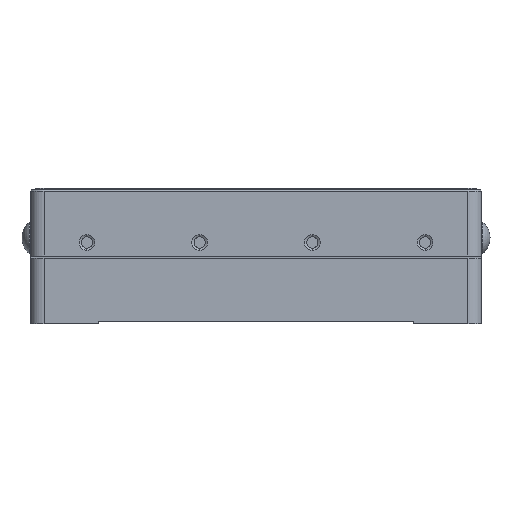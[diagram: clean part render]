
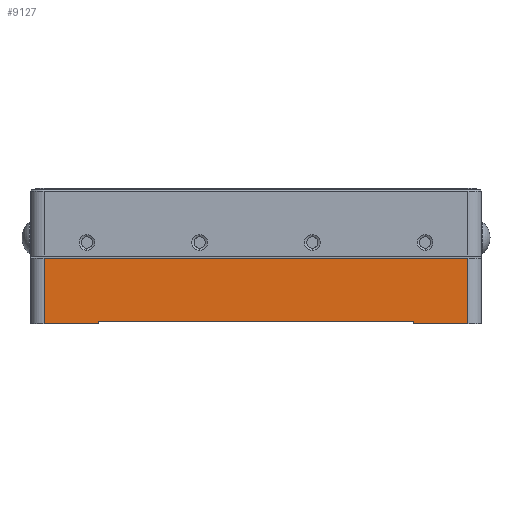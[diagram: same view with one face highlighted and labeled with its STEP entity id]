
A CAD part, front view. The second image highlights one B-rep face of the part: STEP entity #9127.
In plain terms, the highlighted planar face has unit normal (0, -1, 0).
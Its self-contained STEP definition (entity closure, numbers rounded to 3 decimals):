
#219 = CARTESIAN_POINT ( 'NONE',  ( 35., -50., -14.5 ) ) ;
#296 = VECTOR ( 'NONE', #464, 1000. ) ;
#373 = LINE ( 'NONE', #10684, #14113 ) ;
#464 = DIRECTION ( 'NONE',  ( 1., 0., 0. ) ) ;
#745 = ORIENTED_EDGE ( 'NONE', *, *, #16310, .T. ) ;
#811 = VERTEX_POINT ( 'NONE', #25395 ) ;
#1542 = CARTESIAN_POINT ( 'NONE',  ( -35., -50., -14.5 ) ) ;
#1613 = CARTESIAN_POINT ( 'NONE',  ( 47., -50., 0. ) ) ;
#2016 = ORIENTED_EDGE ( 'NONE', *, *, #4910, .T. ) ;
#2714 = ORIENTED_EDGE ( 'NONE', *, *, #27623, .T. ) ;
#3566 = VECTOR ( 'NONE', #26046, 1000. ) ;
#4910 = EDGE_CURVE ( 'NONE', #26881, #6423, #373, .T. ) ;
#6423 = VERTEX_POINT ( 'NONE', #14423 ) ;
#6879 = CARTESIAN_POINT ( 'NONE',  ( -50., -50., -14.5 ) ) ;
#6896 = CARTESIAN_POINT ( 'NONE',  ( -47., -50., 0. ) ) ;
#7089 = DIRECTION ( 'NONE',  ( 0., 0., 1. ) ) ;
#7358 = EDGE_CURVE ( 'NONE', #8446, #24374, #20540, .T. ) ;
#7406 = LINE ( 'NONE', #15801, #296 ) ;
#7472 = DIRECTION ( 'NONE',  ( 0., 0., -1. ) ) ;
#7529 = VECTOR ( 'NONE', #18716, 1000. ) ;
#8446 = VERTEX_POINT ( 'NONE', #15648 ) ;
#8850 = ORIENTED_EDGE ( 'NONE', *, *, #15321, .T. ) ;
#8867 = DIRECTION ( 'NONE',  ( -1., 0., 0. ) ) ;
#9127 = ADVANCED_FACE ( 'NONE', ( #20640 ), #16434, .T. ) ;
#9957 = LINE ( 'NONE', #6879, #3566 ) ;
#10069 = CARTESIAN_POINT ( 'NONE',  ( 47., -50., -14.5 ) ) ;
#10417 = CARTESIAN_POINT ( 'NONE',  ( -50., -50., 0. ) ) ;
#10684 = CARTESIAN_POINT ( 'NONE',  ( -50., -50., 0. ) ) ;
#11009 = VERTEX_POINT ( 'NONE', #219 ) ;
#11420 = CARTESIAN_POINT ( 'NONE',  ( 47., -50., 0. ) ) ;
#11926 = EDGE_LOOP ( 'NONE', ( #12327, #21955, #27182, #745, #8850, #2016, #14206, #2714 ) ) ;
#12327 = ORIENTED_EDGE ( 'NONE', *, *, #7358, .T. ) ;
#13152 = VECTOR ( 'NONE', #7089, 1000. ) ;
#13946 = CARTESIAN_POINT ( 'NONE',  ( 0., -50., -14. ) ) ;
#14113 = VECTOR ( 'NONE', #8867, 1000. ) ;
#14206 = ORIENTED_EDGE ( 'NONE', *, *, #27248, .T. ) ;
#14423 = CARTESIAN_POINT ( 'NONE',  ( -47., -50., 0. ) ) ;
#15321 = EDGE_CURVE ( 'NONE', #24242, #26881, #17706, .T. ) ;
#15420 = DIRECTION ( 'NONE',  ( 0., 0., -1. ) ) ;
#15648 = CARTESIAN_POINT ( 'NONE',  ( -35., -50., -14.5 ) ) ;
#15801 = CARTESIAN_POINT ( 'NONE',  ( -50., -50., -14.5 ) ) ;
#15841 = VECTOR ( 'NONE', #7472, 1000. ) ;
#15914 = DIRECTION ( 'NONE',  ( -1., 0., 0. ) ) ;
#16310 = EDGE_CURVE ( 'NONE', #11009, #24242, #9957, .T. ) ;
#16434 = PLANE ( 'NONE',  #23183 ) ;
#16892 = EDGE_CURVE ( 'NONE', #811, #24374, #24055, .T. ) ;
#17706 = LINE ( 'NONE', #11420, #13152 ) ;
#18716 = DIRECTION ( 'NONE',  ( 0., 0., 1. ) ) ;
#19185 = CARTESIAN_POINT ( 'NONE',  ( -47., -50., -14.5 ) ) ;
#19785 = CARTESIAN_POINT ( 'NONE',  ( 35., -50., 0. ) ) ;
#20540 = LINE ( 'NONE', #1542, #7529 ) ;
#20640 = FACE_OUTER_BOUND ( 'NONE', #11926, .T. ) ;
#21054 = DIRECTION ( 'NONE',  ( 0., -1., 0. ) ) ;
#21268 = VERTEX_POINT ( 'NONE', #19185 ) ;
#21823 = CARTESIAN_POINT ( 'NONE',  ( -35., -50., -14. ) ) ;
#21955 = ORIENTED_EDGE ( 'NONE', *, *, #16892, .F. ) ;
#23183 = AXIS2_PLACEMENT_3D ( 'NONE', #10417, #21054, #25526 ) ;
#24055 = LINE ( 'NONE', #13946, #24615 ) ;
#24242 = VERTEX_POINT ( 'NONE', #10069 ) ;
#24374 = VERTEX_POINT ( 'NONE', #21823 ) ;
#24615 = VECTOR ( 'NONE', #15914, 1000. ) ;
#25395 = CARTESIAN_POINT ( 'NONE',  ( 35., -50., -14. ) ) ;
#25526 = DIRECTION ( 'NONE',  ( 0., 0., -1. ) ) ;
#26046 = DIRECTION ( 'NONE',  ( 1., 0., 0. ) ) ;
#26063 = LINE ( 'NONE', #6896, #27060 ) ;
#26370 = LINE ( 'NONE', #19785, #15841 ) ;
#26830 = EDGE_CURVE ( 'NONE', #811, #11009, #26370, .T. ) ;
#26881 = VERTEX_POINT ( 'NONE', #1613 ) ;
#27060 = VECTOR ( 'NONE', #15420, 1000. ) ;
#27182 = ORIENTED_EDGE ( 'NONE', *, *, #26830, .T. ) ;
#27248 = EDGE_CURVE ( 'NONE', #6423, #21268, #26063, .T. ) ;
#27623 = EDGE_CURVE ( 'NONE', #21268, #8446, #7406, .T. ) ;
